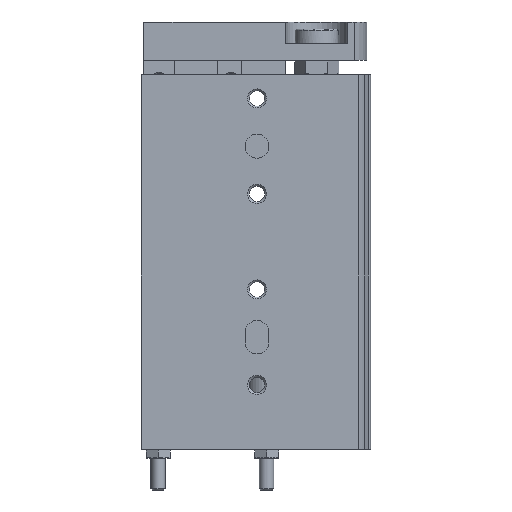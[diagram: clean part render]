
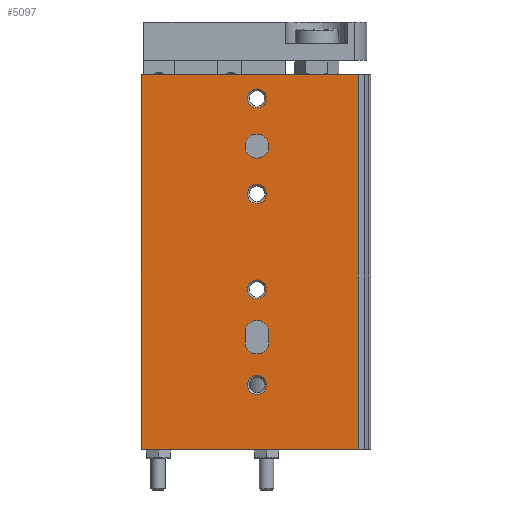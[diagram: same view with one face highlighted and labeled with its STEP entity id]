
A CAD part, front view. The second image highlights one B-rep face of the part: STEP entity #5097.
In plain terms, the highlighted planar face has unit normal (0, -1, 0).
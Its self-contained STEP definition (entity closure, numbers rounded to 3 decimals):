
#332=CIRCLE('',#5520,2.);
#333=CIRCLE('',#5521,2.);
#334=CIRCLE('',#5522,2.);
#335=CIRCLE('',#5523,2.5);
#336=CIRCLE('',#5524,2.5);
#337=CIRCLE('',#5525,2.5);
#338=CIRCLE('',#5526,2.);
#784=ORIENTED_EDGE('',*,*,#2121,.F.);
#785=ORIENTED_EDGE('',*,*,#2122,.F.);
#786=ORIENTED_EDGE('',*,*,#2123,.F.);
#787=ORIENTED_EDGE('',*,*,#2124,.F.);
#788=ORIENTED_EDGE('',*,*,#2125,.F.);
#789=ORIENTED_EDGE('',*,*,#2126,.F.);
#790=ORIENTED_EDGE('',*,*,#2127,.F.);
#791=ORIENTED_EDGE('',*,*,#2128,.F.);
#792=ORIENTED_EDGE('',*,*,#2129,.F.);
#793=ORIENTED_EDGE('',*,*,#1993,.T.);
#794=ORIENTED_EDGE('',*,*,#2033,.F.);
#795=ORIENTED_EDGE('',*,*,#2104,.F.);
#796=ORIENTED_EDGE('',*,*,#2120,.T.);
#1993=EDGE_CURVE('',#2700,#2699,#3180,.T.);
#2033=EDGE_CURVE('',#2736,#2699,#3200,.T.);
#2104=EDGE_CURVE('',#2785,#2736,#3242,.T.);
#2120=EDGE_CURVE('',#2785,#2700,#3257,.T.);
#2121=EDGE_CURVE('',#2786,#2786,#332,.T.);
#2122=EDGE_CURVE('',#2787,#2787,#333,.T.);
#2123=EDGE_CURVE('',#2788,#2788,#334,.T.);
#2124=EDGE_CURVE('',#2789,#2790,#3258,.T.);
#2125=EDGE_CURVE('',#2791,#2789,#335,.F.);
#2126=EDGE_CURVE('',#2792,#2791,#3259,.T.);
#2127=EDGE_CURVE('',#2790,#2792,#336,.F.);
#2128=EDGE_CURVE('',#2793,#2793,#337,.F.);
#2129=EDGE_CURVE('',#2794,#2794,#338,.T.);
#2699=VERTEX_POINT('',#7715);
#2700=VERTEX_POINT('',#7717);
#2736=VERTEX_POINT('',#7794);
#2785=VERTEX_POINT('',#7925);
#2786=VERTEX_POINT('',#7959);
#2787=VERTEX_POINT('',#7961);
#2788=VERTEX_POINT('',#7963);
#2789=VERTEX_POINT('',#7965);
#2790=VERTEX_POINT('',#7966);
#2791=VERTEX_POINT('',#7968);
#2792=VERTEX_POINT('',#7970);
#2793=VERTEX_POINT('',#7973);
#2794=VERTEX_POINT('',#7975);
#3180=LINE('',#7716,#3576);
#3200=LINE('',#7795,#3596);
#3242=LINE('',#7926,#3638);
#3257=LINE('',#7956,#3653);
#3258=LINE('',#7964,#3654);
#3259=LINE('',#7969,#3655);
#3576=VECTOR('',#6076,1000.);
#3596=VECTOR('',#6140,1000.);
#3638=VECTOR('',#6262,1000.);
#3653=VECTOR('',#6307,1000.);
#3654=VECTOR('',#6316,1000.);
#3655=VECTOR('',#6319,1000.);
#3979=EDGE_LOOP('',(#784));
#3980=EDGE_LOOP('',(#785));
#3981=EDGE_LOOP('',(#786));
#3982=EDGE_LOOP('',(#787,#788,#789,#790));
#3983=EDGE_LOOP('',(#791));
#3984=EDGE_LOOP('',(#792));
#3985=EDGE_LOOP('',(#793,#794,#795,#796));
#4452=FACE_BOUND('',#3979,.T.);
#4453=FACE_BOUND('',#3980,.T.);
#4454=FACE_BOUND('',#3981,.T.);
#4455=FACE_BOUND('',#3982,.T.);
#4456=FACE_BOUND('',#3983,.T.);
#4457=FACE_BOUND('',#3984,.T.);
#4458=FACE_BOUND('',#3985,.T.);
#4903=PLANE('',#5519);
#5097=ADVANCED_FACE('',(#4452,#4453,#4454,#4455,#4456,#4457,#4458),#4903,
 .F.);
#5519=AXIS2_PLACEMENT_3D('',#7957,#6308,#6309);
#5520=AXIS2_PLACEMENT_3D('',#7958,#6310,#6311);
#5521=AXIS2_PLACEMENT_3D('',#7960,#6312,#6313);
#5522=AXIS2_PLACEMENT_3D('',#7962,#6314,#6315);
#5523=AXIS2_PLACEMENT_3D('',#7967,#6317,#6318);
#5524=AXIS2_PLACEMENT_3D('',#7971,#6320,#6321);
#5525=AXIS2_PLACEMENT_3D('',#7972,#6322,#6323);
#5526=AXIS2_PLACEMENT_3D('',#7974,#6324,#6325);
#6076=DIRECTION('',(0.,0.,-1.));
#6140=DIRECTION('',(-1.,0.,0.));
#6262=DIRECTION('',(0.,0.,-1.));
#6307=DIRECTION('',(-1.,0.,0.));
#6308=DIRECTION('',(0.,1.,0.));
#6309=DIRECTION('',(0.,0.,1.));
#6310=DIRECTION('',(0.,-1.,0.));
#6311=DIRECTION('',(0.,0.,-1.));
#6312=DIRECTION('',(0.,-1.,0.));
#6313=DIRECTION('',(0.,0.,-1.));
#6314=DIRECTION('',(0.,-1.,0.));
#6315=DIRECTION('',(0.,0.,-1.));
#6316=DIRECTION('',(1.,0.,0.));
#6317=DIRECTION('',(0.,1.,0.));
#6318=DIRECTION('',(0.,0.,1.));
#6319=DIRECTION('',(-1.,0.,0.));
#6320=DIRECTION('',(0.,1.,0.));
#6321=DIRECTION('',(0.,0.,1.));
#6322=DIRECTION('',(0.,1.,0.));
#6323=DIRECTION('',(0.,0.,1.));
#6324=DIRECTION('',(0.,-1.,0.));
#6325=DIRECTION('',(0.,0.,-1.));
#7715=CARTESIAN_POINT('',(0.,0.,-24.));
#7716=CARTESIAN_POINT('',(0.,0.,21.368));
#7717=CARTESIAN_POINT('',(0.,0.,21.368));
#7794=CARTESIAN_POINT('',(78.5,0.,-24.));
#7795=CARTESIAN_POINT('',(78.5,0.,-24.));
#7925=CARTESIAN_POINT('',(78.5,0.,21.368));
#7926=CARTESIAN_POINT('',(78.5,0.,21.368));
#7956=CARTESIAN_POINT('',(78.5,0.,21.368));
#7957=CARTESIAN_POINT('',(78.5,0.,21.368));
#7958=CARTESIAN_POINT('',(5.,0.,0.2));
#7959=CARTESIAN_POINT('',(5.,0.,-1.8));
#7960=CARTESIAN_POINT('',(65.,0.,0.2));
#7961=CARTESIAN_POINT('',(65.,0.,-1.8));
#7962=CARTESIAN_POINT('',(45.,0.,0.2));
#7963=CARTESIAN_POINT('',(45.,0.,-1.8));
#7964=CARTESIAN_POINT('',(78.5,0.,-2.3));
#7965=CARTESIAN_POINT('',(54.,0.,-2.3));
#7966=CARTESIAN_POINT('',(56.,0.,-2.3));
#7967=CARTESIAN_POINT('',(54.,0.,0.2));
#7968=CARTESIAN_POINT('',(54.,0.,2.7));
#7969=CARTESIAN_POINT('',(78.5,0.,2.7));
#7970=CARTESIAN_POINT('',(56.,0.,2.7));
#7971=CARTESIAN_POINT('',(56.,0.,0.2));
#7972=CARTESIAN_POINT('',(15.,0.,0.2));
#7973=CARTESIAN_POINT('',(15.,0.,2.7));
#7974=CARTESIAN_POINT('',(25.,0.,0.2));
#7975=CARTESIAN_POINT('',(25.,0.,-1.8));
